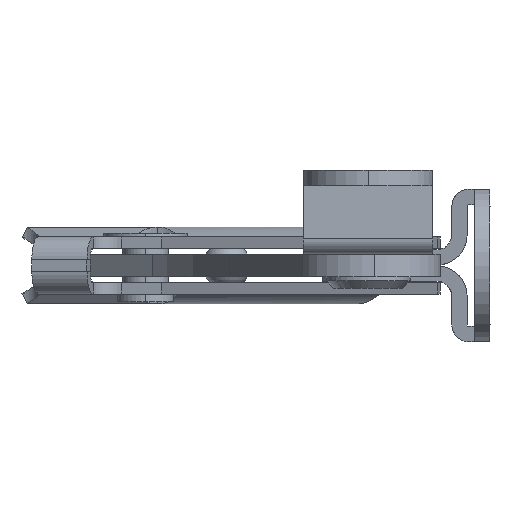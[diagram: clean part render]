
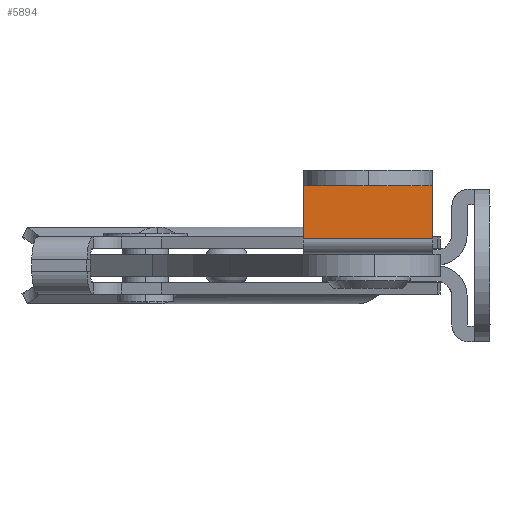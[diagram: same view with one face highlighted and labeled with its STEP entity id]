
A CAD part, left-side view. The second image highlights one B-rep face of the part: STEP entity #5894.
In plain terms, the highlighted face is planar.
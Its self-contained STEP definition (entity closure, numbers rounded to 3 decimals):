
#12 = ORIENTED_EDGE ( 'NONE', *, *, #1579, .T. ) ;
#223 = DIRECTION ( 'NONE',  ( 0., 0., -1. ) ) ;
#316 = LINE ( 'NONE', #8005, #8153 ) ;
#393 = PLANE ( 'NONE',  #657 ) ;
#657 = AXIS2_PLACEMENT_3D ( 'NONE', #972, #1727, #7777 ) ;
#970 = ORIENTED_EDGE ( 'NONE', *, *, #2930, .T. ) ;
#972 = CARTESIAN_POINT ( 'NONE',  ( 8.5, -11.5, 0. ) ) ;
#1161 = ORIENTED_EDGE ( 'NONE', *, *, #5197, .F. ) ;
#1576 = DIRECTION ( 'NONE',  ( 0., 0., -1. ) ) ;
#1579 = EDGE_CURVE ( 'NONE', #4574, #8628, #5916, .T. ) ;
#1727 = DIRECTION ( 'NONE',  ( 0., 1., 0. ) ) ;
#2876 = CARTESIAN_POINT ( 'NONE',  ( -8.5, -11.5, 0. ) ) ;
#2930 = EDGE_CURVE ( 'NONE', #4406, #4574, #7015, .T. ) ;
#3689 = EDGE_CURVE ( 'NONE', #6142, #8628, #316, .T. ) ;
#3761 = VECTOR ( 'NONE', #223, 1000. ) ;
#3875 = CARTESIAN_POINT ( 'NONE',  ( 8.5, -11.5, -2. ) ) ;
#4079 = CARTESIAN_POINT ( 'NONE',  ( -8.5, -11.5, -9. ) ) ;
#4327 = VECTOR ( 'NONE', #1576, 1000. ) ;
#4406 = VERTEX_POINT ( 'NONE', #3875 ) ;
#4528 = LINE ( 'NONE', #8242, #4327 ) ;
#4574 = VERTEX_POINT ( 'NONE', #6664 ) ;
#4765 = CARTESIAN_POINT ( 'NONE',  ( 8.5, -11.5, -2. ) ) ;
#5091 = ORIENTED_EDGE ( 'NONE', *, *, #3689, .F. ) ;
#5197 = EDGE_CURVE ( 'NONE', #4406, #6142, #4528, .T. ) ;
#5354 = DIRECTION ( 'NONE',  ( -1., 0., 0. ) ) ;
#5894 = ADVANCED_FACE ( 'NONE', ( #8349 ), #393, .F. ) ;
#5916 = LINE ( 'NONE', #2876, #3761 ) ;
#6142 = VERTEX_POINT ( 'NONE', #6221 ) ;
#6221 = CARTESIAN_POINT ( 'NONE',  ( 8.5, -11.5, -9. ) ) ;
#6664 = CARTESIAN_POINT ( 'NONE',  ( -8.5, -11.5, -2. ) ) ;
#7015 = LINE ( 'NONE', #4765, #7431 ) ;
#7216 = EDGE_LOOP ( 'NONE', ( #1161, #970, #12, #5091 ) ) ;
#7300 = DIRECTION ( 'NONE',  ( -1., 0., 0. ) ) ;
#7431 = VECTOR ( 'NONE', #5354, 1000. ) ;
#7777 = DIRECTION ( 'NONE',  ( 0., 0., 1. ) ) ;
#8005 = CARTESIAN_POINT ( 'NONE',  ( 8.5, -11.5, -9. ) ) ;
#8153 = VECTOR ( 'NONE', #7300, 1000. ) ;
#8242 = CARTESIAN_POINT ( 'NONE',  ( 8.5, -11.5, 0. ) ) ;
#8349 = FACE_OUTER_BOUND ( 'NONE', #7216, .T. ) ;
#8628 = VERTEX_POINT ( 'NONE', #4079 ) ;
